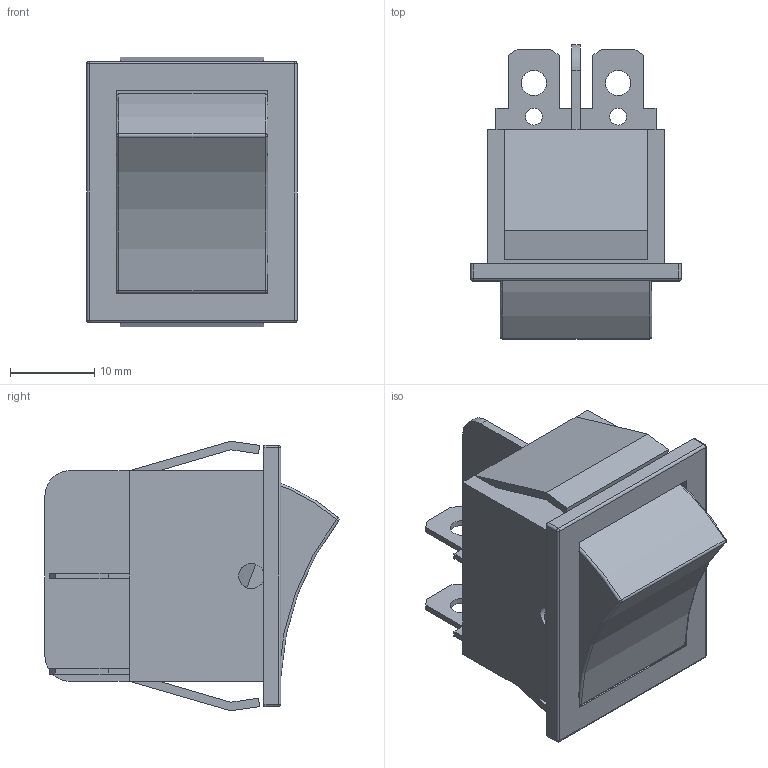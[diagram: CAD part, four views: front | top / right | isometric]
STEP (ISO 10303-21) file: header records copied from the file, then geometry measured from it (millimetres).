
FILE_DESCRIPTION(/* description */ (''),/* implementation_level */ '2;1');
FILE_NAME(/* name */ 'ZF Electronics WRG32F2FBRLN.step',/* time_stamp */ '2024-04-06T13:37:53+02:00',/* author */ (''),/* organization */ (''),/* preprocessor_version */ 'ST-DEVELOPER v20',/* originating_system */ 'Autodesk Translation Framework v12.20.1.177',/* authorisation */ '');
FILE_SCHEMA (('AUTOMOTIVE_DESIGN { 1 0 10303 214 3 1 1 }'));
Length unit declared in the file: millimetre
Products named in the file (1): (Unsaved)
Bounding box: 25 x 34.92 x 32 mm (x, y, z)
Volume: 7320.3 mm3; surface area: 10017.5 mm2
Topology: 7 solids, 7 shells, 143 faces, 352 edges, 218 vertices
Faces by surface type: plane 96, cylinder 33, sphere 8, torus 6
Full cylindrical faces by diameter (mm): 2 x4, 3 x8
Entity records: 4235 total; most frequent: CARTESIAN_POINT 742, DIRECTION 714, ORIENTED_EDGE 688, EDGE_CURVE 344, LINE 254, VECTOR 254, AXIS2_PLACEMENT_3D 230, VERTEX_POINT 218
